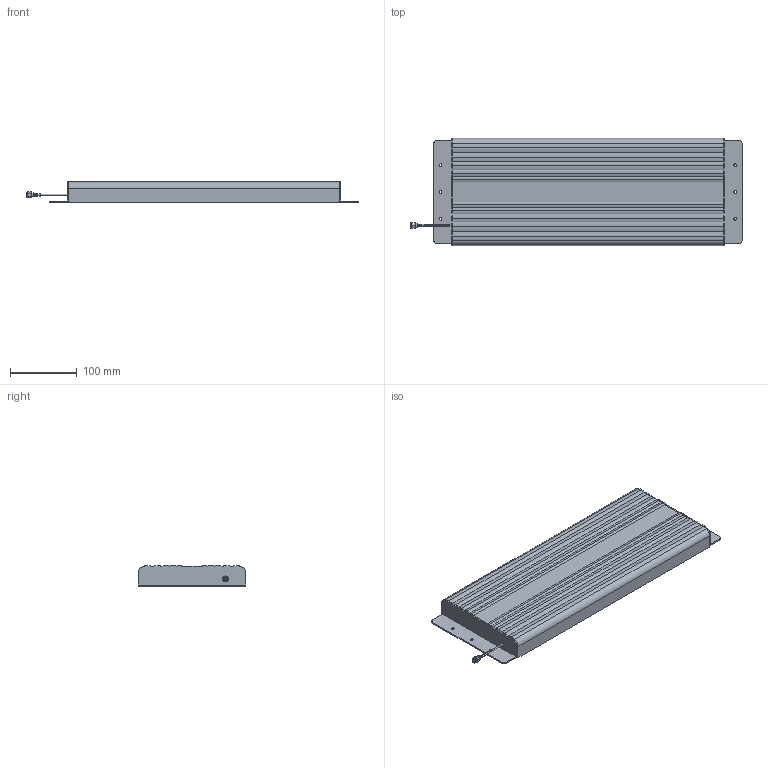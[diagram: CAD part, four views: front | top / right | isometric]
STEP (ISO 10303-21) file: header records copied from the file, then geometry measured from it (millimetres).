
FILE_DESCRIPTION (( 'STEP AP214' ), '1' );
FILE_NAME ('FMANFP1052_3D.step', '2023-02-01T18:23:07', ( '' ), ( '' ), 'SwSTEP 2.0', 'SolidWorks 2022', '' );
FILE_SCHEMA (( 'AUTOMOTIVE_DESIGN' ));
Length unit declared in the file: inch
Products named in the file (3): PE4215; FMANFP1052_Base Model; FMANFP1052_3D
Assembly tree (2 placements, depth 2):
  FMANFP1052_3D
    FMANFP1052_Base Model
    PE4215
Bounding box: 495.75 x 160 x 30.95 mm (x, y, z)
Volume: 441183.7 mm3; surface area: 465691.8 mm2
Topology: 41 solids, 41 shells, 3495 faces, 7607 edges, 4197 vertices
Faces by surface type: bspline 1947, cylinder 916, plane 457, cone 73, sphere 56, torus 46
Entity records: 124925 total; most frequent: CARTESIAN_POINT 69576, ORIENTED_EDGE 15118, EDGE_CURVE 7559, DIRECTION 6694, VERTEX_POINT 4197, EDGE_LOOP 3626, ADVANCED_FACE 3495, FACE_OUTER_BOUND 3495
